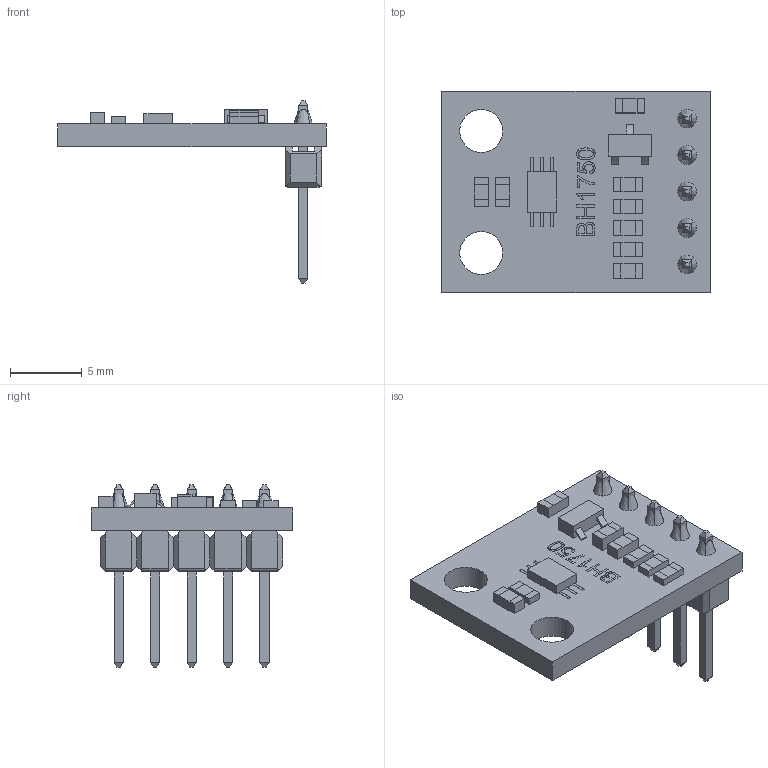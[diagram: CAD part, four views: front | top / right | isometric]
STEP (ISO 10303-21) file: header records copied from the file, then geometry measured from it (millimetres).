
FILE_DESCRIPTION(/* description */ (''),/* implementation_level */ '2;1');
FILE_NAME(/* name */ 'BH1750_Improved.step',/* time_stamp */ '2020-05-09T23:45:05+01:00',/* author */ (''),/* organization */ (''),/* preprocessor_version */ 'ST-DEVELOPER v18.1',/* originating_system */ 'Autodesk Translation Framework v9.2.0.1227',/* authorisation */ '');
FILE_SCHEMA (('AUTOMOTIVE_DESIGN { 1 0 10303 214 3 1 1 }'));
Length unit declared in the file: millimetre
Products named in the file (2): BH1750_Modified; Pin Header 1x5 TH Pitch 2.54mm v1
Assembly tree (1 placements, depth 2):
  BH1750_Modified
    Pin Header 1x5 TH Pitch 2.54mm v1
Bounding box: 18.7 x 14 x 12.7 mm (x, y, z)
Volume: 439 mm3; surface area: 1060.8 mm2
Topology: 10 solids, 15 shells, 465 faces, 1229 edges, 806 vertices
Faces by surface type: plane 349, bspline 99, cylinder 17
Full cylindrical faces by diameter (mm): 0.9 x5, 3 x2
Entity records: 15670 total; most frequent: CARTESIAN_POINT 4500, ORIENTED_EDGE 2426, DIRECTION 1878, EDGE_CURVE 1229, LINE 990, VECTOR 990, VERTEX_POINT 806, EDGE_LOOP 515
